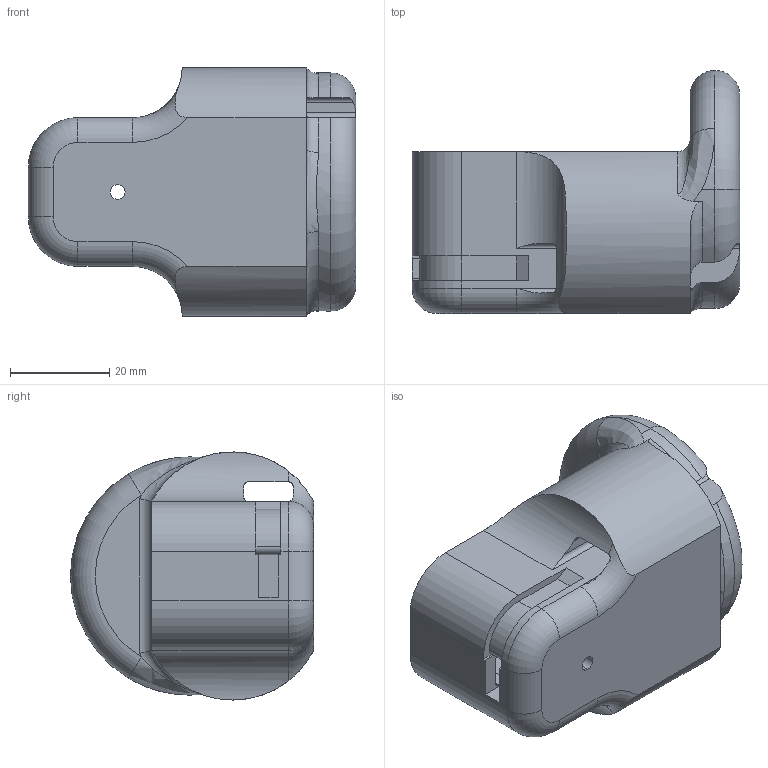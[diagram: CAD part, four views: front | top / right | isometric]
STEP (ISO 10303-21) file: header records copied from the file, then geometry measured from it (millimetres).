
FILE_DESCRIPTION (( 'STEP AP214' ), '1' );
FILE_NAME ('muñeca_abdu_adu.STEP', '2020-10-22T04:47:05', ( '' ), ( '' ), 'SwSTEP 2.0', 'SolidWorks 2020', '' );
FILE_SCHEMA (( 'AUTOMOTIVE_DESIGN' ));
Length unit declared in the file: millimetre
Products named in the file (1): muñeca_abdu_adu
Bounding box: 66 x 49 x 50 mm (x, y, z)
Volume: 52151.2 mm3; surface area: 16732.5 mm2
Topology: 1 solids, 1 shells, 80 faces, 218 edges, 139 vertices
Faces by surface type: cylinder 32, plane 32, torus 13, bspline 3
Entity records: 3134 total; most frequent: CARTESIAN_POINT 1078, ORIENTED_EDGE 436, DIRECTION 414, EDGE_CURVE 218, AXIS2_PLACEMENT_3D 152, VERTEX_POINT 139, VECTOR 110, LINE 110
